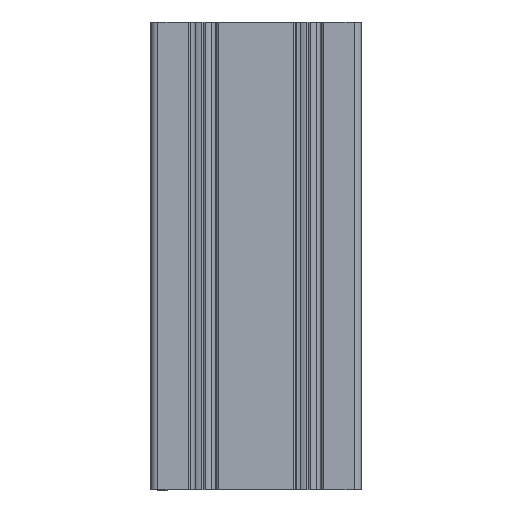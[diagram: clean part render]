
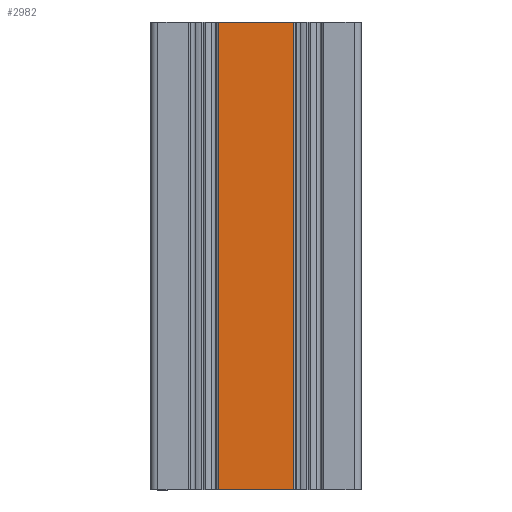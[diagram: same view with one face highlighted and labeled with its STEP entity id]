
A CAD part, top view. The second image highlights one B-rep face of the part: STEP entity #2982.
In plain terms, the highlighted planar face has unit normal (0, 0, 1).
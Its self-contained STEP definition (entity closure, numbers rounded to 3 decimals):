
#112 = CARTESIAN_POINT ( 'NONE',  ( 16.2, 200., 22.5 ) ) ;
#189 = CARTESIAN_POINT ( 'NONE',  ( -16.2, 0., 22.5 ) ) ;
#336 = DIRECTION ( 'NONE',  ( 0., 1., 0. ) ) ;
#430 = CARTESIAN_POINT ( 'NONE',  ( 16.2, 0., 22.5 ) ) ;
#1448 = EDGE_CURVE ( 'NONE', #3206, #9933, #7089, .T. ) ;
#2621 = DIRECTION ( 'NONE',  ( 0., -1., 0. ) ) ;
#2674 = CARTESIAN_POINT ( 'NONE',  ( -16.2, 0., 22.5 ) ) ;
#2982 = ADVANCED_FACE ( 'NONE', ( #11518 ), #11330, .T. ) ;
#3086 = AXIS2_PLACEMENT_3D ( 'NONE', #4651, #4453, #12577 ) ;
#3206 = VERTEX_POINT ( 'NONE', #13887 ) ;
#3370 = ORIENTED_EDGE ( 'NONE', *, *, #7081, .T. ) ;
#3509 = VECTOR ( 'NONE', #2621, 1000. ) ;
#3875 = ORIENTED_EDGE ( 'NONE', *, *, #1448, .T. ) ;
#4252 = ORIENTED_EDGE ( 'NONE', *, *, #10013, .F. ) ;
#4453 = DIRECTION ( 'NONE',  ( 0., 0., 1. ) ) ;
#4651 = CARTESIAN_POINT ( 'NONE',  ( -16.2, 0., 22.5 ) ) ;
#5471 = LINE ( 'NONE', #189, #8174 ) ;
#6715 = VERTEX_POINT ( 'NONE', #8080 ) ;
#7081 = EDGE_CURVE ( 'NONE', #6715, #11927, #14481, .T. ) ;
#7089 = LINE ( 'NONE', #2674, #3509 ) ;
#7205 = VECTOR ( 'NONE', #12782, 1000. ) ;
#7206 = EDGE_LOOP ( 'NONE', ( #8627, #3370, #4252, #3875 ) ) ;
#8052 = CARTESIAN_POINT ( 'NONE',  ( -16.2, 0., 22.5 ) ) ;
#8080 = CARTESIAN_POINT ( 'NONE',  ( 16.2, 0., 22.5 ) ) ;
#8174 = VECTOR ( 'NONE', #9250, 1000. ) ;
#8627 = ORIENTED_EDGE ( 'NONE', *, *, #13567, .T. ) ;
#9250 = DIRECTION ( 'NONE',  ( 1., 0., 0. ) ) ;
#9933 = VERTEX_POINT ( 'NONE', #8052 ) ;
#10013 = EDGE_CURVE ( 'NONE', #3206, #11927, #10997, .T. ) ;
#10482 = CARTESIAN_POINT ( 'NONE',  ( 0., 200., 22.5 ) ) ;
#10997 = LINE ( 'NONE', #10482, #7205 ) ;
#11056 = VECTOR ( 'NONE', #336, 1000. ) ;
#11330 = PLANE ( 'NONE',  #3086 ) ;
#11518 = FACE_OUTER_BOUND ( 'NONE', #7206, .T. ) ;
#11927 = VERTEX_POINT ( 'NONE', #112 ) ;
#12577 = DIRECTION ( 'NONE',  ( 1., 0., 0. ) ) ;
#12782 = DIRECTION ( 'NONE',  ( 1., 0., 0. ) ) ;
#13567 = EDGE_CURVE ( 'NONE', #9933, #6715, #5471, .T. ) ;
#13887 = CARTESIAN_POINT ( 'NONE',  ( -16.2, 200., 22.5 ) ) ;
#14481 = LINE ( 'NONE', #430, #11056 ) ;
